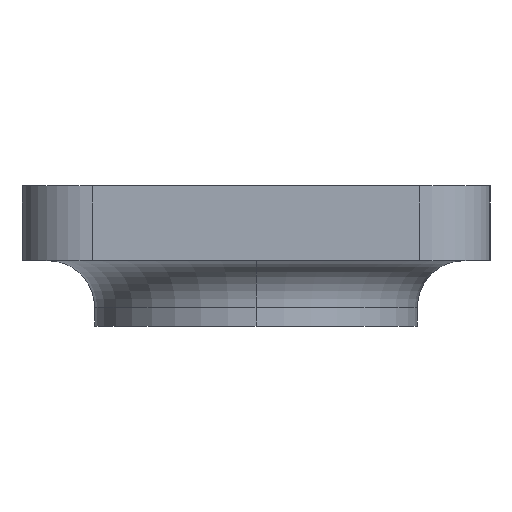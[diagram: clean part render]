
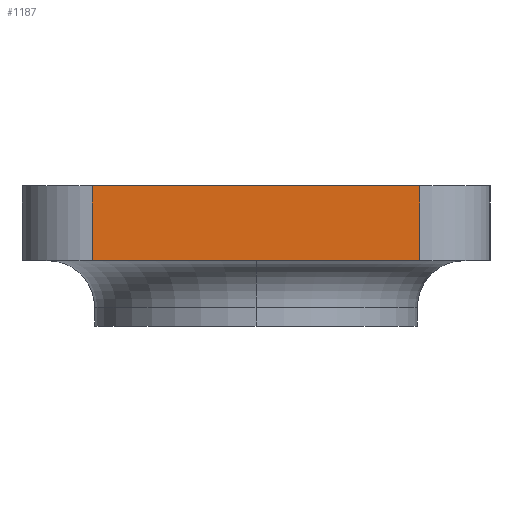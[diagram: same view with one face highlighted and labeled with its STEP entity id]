
A CAD part, left-side view. The second image highlights one B-rep face of the part: STEP entity #1187.
In plain terms, the highlighted planar face has unit normal (-1, 0, 0).
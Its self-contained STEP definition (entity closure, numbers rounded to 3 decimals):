
#77 = EDGE_CURVE ( 'NONE', #983, #278, #1361, .T. ) ;
#80 = LINE ( 'NONE', #631, #325 ) ;
#95 = DIRECTION ( 'NONE',  ( 0., -1., 0. ) ) ;
#129 = ORIENTED_EDGE ( 'NONE', *, *, #265, .T. ) ;
#218 = CARTESIAN_POINT ( 'NONE',  ( -37.5, -3.5, 0. ) ) ;
#265 = EDGE_CURVE ( 'NONE', #983, #1485, #857, .T. ) ;
#278 = VERTEX_POINT ( 'NONE', #952 ) ;
#293 = CARTESIAN_POINT ( 'NONE',  ( -37.5, 3.5, 0. ) ) ;
#325 = VECTOR ( 'NONE', #1098, 1000. ) ;
#370 = AXIS2_PLACEMENT_3D ( 'NONE', #1288, #722, #1409 ) ;
#397 = VECTOR ( 'NONE', #95, 1000. ) ;
#454 = ORIENTED_EDGE ( 'NONE', *, *, #1372, .F. ) ;
#506 = LINE ( 'NONE', #872, #870 ) ;
#538 = VERTEX_POINT ( 'NONE', #218 ) ;
#631 = CARTESIAN_POINT ( 'NONE',  ( -37.5, 3.5, 0. ) ) ;
#722 = DIRECTION ( 'NONE',  ( 1., 0., 0. ) ) ;
#759 = DIRECTION ( 'NONE',  ( 0., 0., -1. ) ) ;
#793 = EDGE_LOOP ( 'NONE', ( #1283, #454, #866, #129 ) ) ;
#851 = DIRECTION ( 'NONE',  ( 0., 0., -1. ) ) ;
#852 = EDGE_CURVE ( 'NONE', #1485, #538, #80, .T. ) ;
#856 = FACE_OUTER_BOUND ( 'NONE', #793, .T. ) ;
#857 = LINE ( 'NONE', #1318, #1171 ) ;
#866 = ORIENTED_EDGE ( 'NONE', *, *, #77, .F. ) ;
#870 = VECTOR ( 'NONE', #759, 1000. ) ;
#872 = CARTESIAN_POINT ( 'NONE',  ( -37.5, -3.5, 1.6 ) ) ;
#952 = CARTESIAN_POINT ( 'NONE',  ( -37.5, -3.5, 1.6 ) ) ;
#983 = VERTEX_POINT ( 'NONE', #1132 ) ;
#1098 = DIRECTION ( 'NONE',  ( 0., -1., 0. ) ) ;
#1132 = CARTESIAN_POINT ( 'NONE',  ( -37.5, 3.5, 1.6 ) ) ;
#1133 = CARTESIAN_POINT ( 'NONE',  ( -37.5, 3.5, 1.6 ) ) ;
#1171 = VECTOR ( 'NONE', #851, 1000. ) ;
#1187 = ADVANCED_FACE ( 'NONE', ( #856 ), #1304, .F. ) ;
#1283 = ORIENTED_EDGE ( 'NONE', *, *, #852, .T. ) ;
#1288 = CARTESIAN_POINT ( 'NONE',  ( -37.5, 3.5, 1.6 ) ) ;
#1304 = PLANE ( 'NONE',  #370 ) ;
#1318 = CARTESIAN_POINT ( 'NONE',  ( -37.5, 3.5, 1.6 ) ) ;
#1361 = LINE ( 'NONE', #1133, #397 ) ;
#1372 = EDGE_CURVE ( 'NONE', #278, #538, #506, .T. ) ;
#1409 = DIRECTION ( 'NONE',  ( 0., 0., -1. ) ) ;
#1485 = VERTEX_POINT ( 'NONE', #293 ) ;
